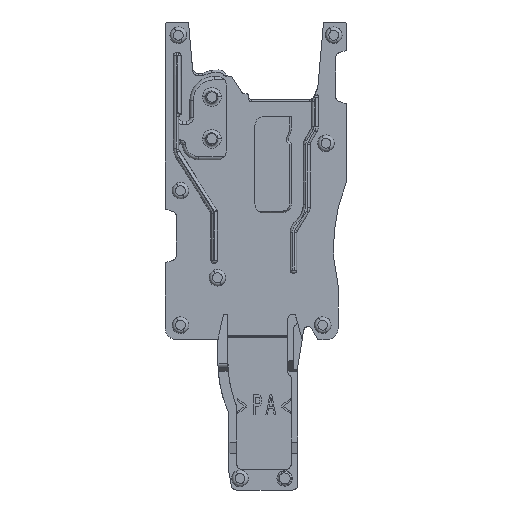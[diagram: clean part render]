
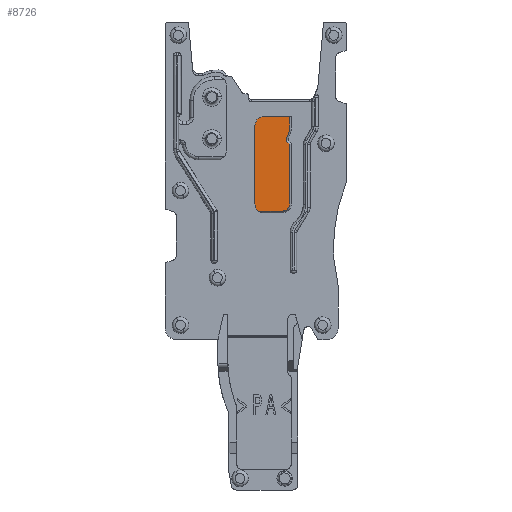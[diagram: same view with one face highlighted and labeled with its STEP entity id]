
A CAD part, left-side view. The second image highlights one B-rep face of the part: STEP entity #8726.
In plain terms, the highlighted planar face has unit normal (-1, 0, 0).
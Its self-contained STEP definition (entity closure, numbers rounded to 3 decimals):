
#388=AXIS2_PLACEMENT_3D('Plane Axis2P3D',#385,#386,#387) ;
#4981=AXIS2_PLACEMENT_3D('Circle Axis2P3D',#4979,#4980,$) ;
#5039=AXIS2_PLACEMENT_3D('Circle Axis2P3D',#5037,#5038,$) ;
#8638=AXIS2_PLACEMENT_3D('Circle Axis2P3D',#8636,#8637,$) ;
#8696=AXIS2_PLACEMENT_3D('Circle Axis2P3D',#8694,#8695,$) ;
#385=CARTESIAN_POINT('Axis2P3D Location',(2.55,7.5,4.35)) ;
#4979=CARTESIAN_POINT('Axis2P3D Location',(2.55,7.55,25.95)) ;
#4983=CARTESIAN_POINT('Vertex',(2.55,8.016,25.3)) ;
#4985=CARTESIAN_POINT('Vertex',(2.55,8.35,25.95)) ;
#5013=CARTESIAN_POINT('Line Origine',(2.55,8.35,29.5)) ;
#5017=CARTESIAN_POINT('Vertex',(2.55,8.35,33.05)) ;
#5037=CARTESIAN_POINT('Axis2P3D Location',(2.55,7.55,33.05)) ;
#5041=CARTESIAN_POINT('Vertex',(2.55,7.55,33.85)) ;
#5067=CARTESIAN_POINT('Vertex',(2.55,5.2,33.85)) ;
#5075=CARTESIAN_POINT('Line Origine',(2.55,6.375,33.85)) ;
#8636=CARTESIAN_POINT('Axis2P3D Location',(2.55,5.85,25.95)) ;
#8640=CARTESIAN_POINT('Vertex',(2.55,5.2,25.95)) ;
#8642=CARTESIAN_POINT('Vertex',(2.55,5.85,25.3)) ;
#8668=CARTESIAN_POINT('Line Origine',(2.55,7.415,25.3)) ;
#8680=CARTESIAN_POINT('Line Origine',(2.55,5.2,28.655)) ;
#8684=CARTESIAN_POINT('Vertex',(2.55,5.2,31.36)) ;
#8687=CARTESIAN_POINT('Line Origine',(2.55,5.285,31.432)) ;
#8691=CARTESIAN_POINT('Vertex',(2.55,5.37,31.503)) ;
#8694=CARTESIAN_POINT('Axis2P3D Location',(2.55,5.145,31.771)) ;
#8698=CARTESIAN_POINT('Vertex',(2.55,5.474,31.891)) ;
#8701=CARTESIAN_POINT('Line Origine',(2.55,5.337,32.267)) ;
#8705=CARTESIAN_POINT('Vertex',(2.55,5.2,32.643)) ;
#8708=CARTESIAN_POINT('Line Origine',(2.55,5.2,33.246)) ;
#386=DIRECTION('Axis2P3D Direction',(1.,0.,-0.)) ;
#387=DIRECTION('Axis2P3D XDirection',(0.,0.,1.)) ;
#4980=DIRECTION('Axis2P3D Direction',(1.,0.,-0.)) ;
#5014=DIRECTION('Vector Direction',(0.,0.,1.)) ;
#5038=DIRECTION('Axis2P3D Direction',(1.,0.,-0.)) ;
#5076=DIRECTION('Vector Direction',(0.,-1.,0.)) ;
#8637=DIRECTION('Axis2P3D Direction',(1.,0.,0.)) ;
#8669=DIRECTION('Vector Direction',(0.,-1.,0.)) ;
#8681=DIRECTION('Vector Direction',(0.,0.,1.)) ;
#8688=DIRECTION('Vector Direction',(0.,0.766,0.643)) ;
#8695=DIRECTION('Axis2P3D Direction',(1.,0.,-0.)) ;
#8702=DIRECTION('Vector Direction',(0.,-0.342,0.94)) ;
#8709=DIRECTION('Vector Direction',(0.,0.,1.)) ;
#5015=VECTOR('Line Direction',#5014,1.) ;
#5077=VECTOR('Line Direction',#5076,1.) ;
#8670=VECTOR('Line Direction',#8669,1.) ;
#8682=VECTOR('Line Direction',#8681,1.) ;
#8689=VECTOR('Line Direction',#8688,1.) ;
#8703=VECTOR('Line Direction',#8702,1.) ;
#8710=VECTOR('Line Direction',#8709,1.) ;
#8714=ORIENTED_EDGE('',*,*,#8672,.F.) ;
#8715=ORIENTED_EDGE('',*,*,#8644,.F.) ;
#8716=ORIENTED_EDGE('',*,*,#8686,.F.) ;
#8717=ORIENTED_EDGE('',*,*,#8693,.F.) ;
#8718=ORIENTED_EDGE('',*,*,#8700,.F.) ;
#8719=ORIENTED_EDGE('',*,*,#8707,.F.) ;
#8720=ORIENTED_EDGE('',*,*,#8712,.F.) ;
#8721=ORIENTED_EDGE('',*,*,#5079,.F.) ;
#8722=ORIENTED_EDGE('',*,*,#5043,.F.) ;
#8723=ORIENTED_EDGE('',*,*,#5019,.F.) ;
#8724=ORIENTED_EDGE('',*,*,#4987,.F.) ;
#8726=ADVANCED_FACE('MCV_SPG_2-5',(#8725),#389,.F.) ;
#4982=CIRCLE('generated circle',#4981,0.8) ;
#5040=CIRCLE('generated circle',#5039,0.8) ;
#8639=CIRCLE('generated circle',#8638,0.65) ;
#8697=CIRCLE('generated circle',#8696,0.35) ;
#4987=EDGE_CURVE('',#4984,#4986,#4982,.T.) ;
#5019=EDGE_CURVE('',#4986,#5018,#5016,.T.) ;
#5043=EDGE_CURVE('',#5018,#5042,#5040,.T.) ;
#5079=EDGE_CURVE('',#5042,#5068,#5078,.T.) ;
#8644=EDGE_CURVE('',#8641,#8643,#8639,.T.) ;
#8672=EDGE_CURVE('',#8643,#4984,#8671,.F.) ;
#8686=EDGE_CURVE('',#8685,#8641,#8683,.F.) ;
#8693=EDGE_CURVE('',#8692,#8685,#8690,.F.) ;
#8700=EDGE_CURVE('',#8699,#8692,#8697,.F.) ;
#8707=EDGE_CURVE('',#8706,#8699,#8704,.F.) ;
#8712=EDGE_CURVE('',#5068,#8706,#8711,.F.) ;
#8713=EDGE_LOOP('',(#8714,#8715,#8716,#8717,#8718,#8719,#8720,#8721,#8722,#8723,#8724)) ;
#8725=FACE_OUTER_BOUND('',#8713,.T.) ;
#5016=LINE('Line',#5013,#5015) ;
#5078=LINE('Line',#5075,#5077) ;
#8671=LINE('Line',#8668,#8670) ;
#8683=LINE('Line',#8680,#8682) ;
#8690=LINE('Line',#8687,#8689) ;
#8704=LINE('Line',#8701,#8703) ;
#8711=LINE('Line',#8708,#8710) ;
#389=PLANE('',#388) ;
#4984=VERTEX_POINT('',#4983) ;
#4986=VERTEX_POINT('',#4985) ;
#5018=VERTEX_POINT('',#5017) ;
#5042=VERTEX_POINT('',#5041) ;
#5068=VERTEX_POINT('',#5067) ;
#8641=VERTEX_POINT('',#8640) ;
#8643=VERTEX_POINT('',#8642) ;
#8685=VERTEX_POINT('',#8684) ;
#8692=VERTEX_POINT('',#8691) ;
#8699=VERTEX_POINT('',#8698) ;
#8706=VERTEX_POINT('',#8705) ;
